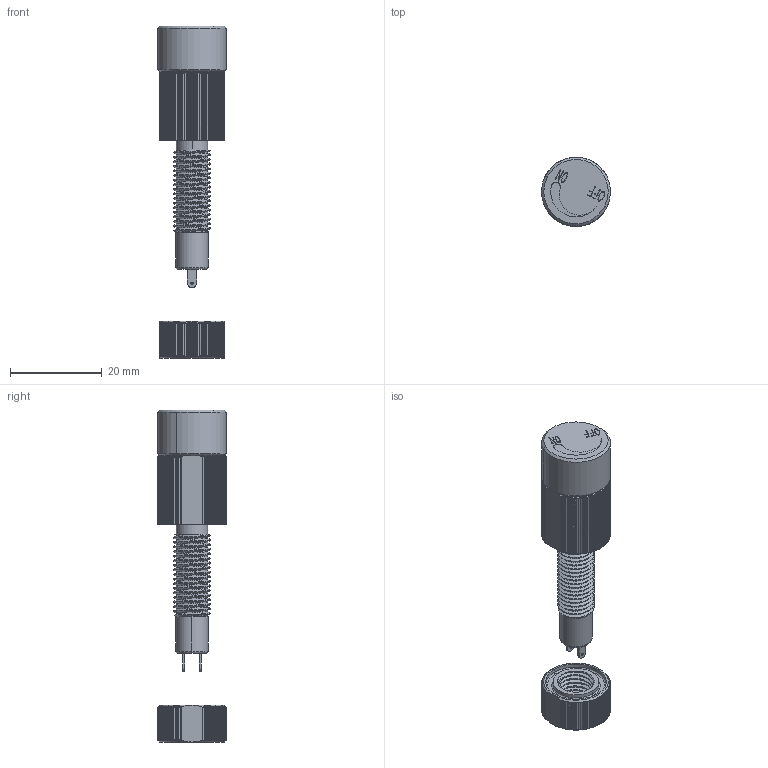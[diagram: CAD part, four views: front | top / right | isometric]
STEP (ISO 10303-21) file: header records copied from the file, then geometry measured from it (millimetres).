
FILE_DESCRIPTION (( 'STEP AP214' ), '1' );
FILE_NAME ('M8X0.75¿ª¹Ø×°Åä.STEP', '2023-04-23T15:12:03', ( '' ), ( '' ), 'SwSTEP 2.0', 'SolidWorks 2020', '' );
FILE_SCHEMA (( 'AUTOMOTIVE_DESIGN' ));
Length unit declared in the file: millimetre
Products named in the file (6): M8羲壽蹟佪; 7.8X1.1; M8蹟譫; M8X0.75羲壽蚾饜; 偌聽; M8X0.75羲壽唅聽
Assembly tree (6 placements, depth 2):
  M8X0.75羲壽蚾饜
    M8羲壽蹟佪
    M8X0.75羲壽唅聽
    M8蹟譫
    偌聽
    7.8X1.1  x2
Bounding box: 14.97 x 15 x 72.29 mm (x, y, z)
Volume: 6282.4 mm3; surface area: 5823.9 mm2
Topology: 6 solids, 6 shells, 685 faces, 1981 edges, 1331 vertices
Faces by surface type: cylinder 555, plane 54, cone 38, torus 32, bspline 6
Entity records: 30666 total; most frequent: CARTESIAN_POINT 12441, ORIENTED_EDGE 3946, DIRECTION 3428, EDGE_CURVE 1973, AXIS2_PLACEMENT_3D 1376, VERTEX_POINT 1327, EDGE_LOOP 716, CIRCLE 692
